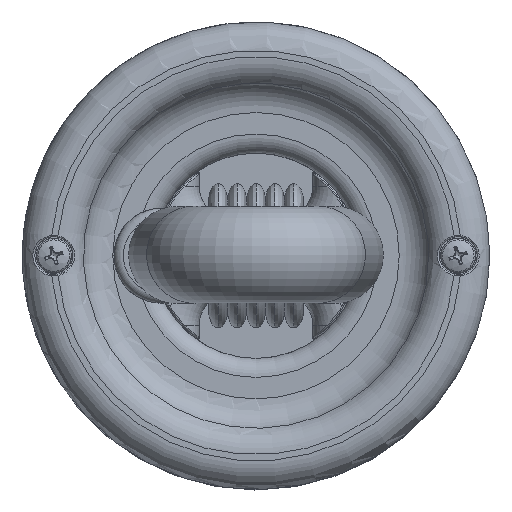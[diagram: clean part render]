
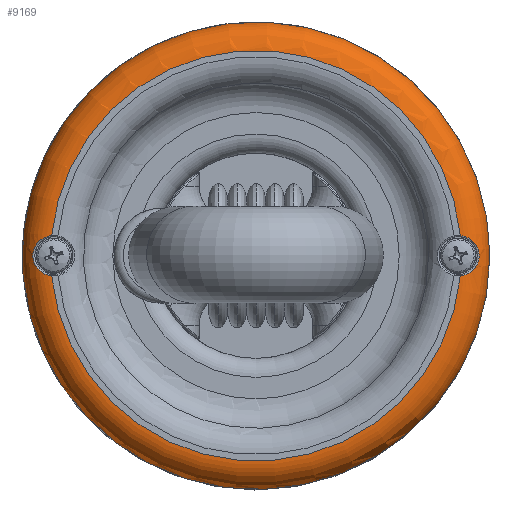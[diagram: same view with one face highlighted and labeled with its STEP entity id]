
A CAD part, top view. The second image highlights one B-rep face of the part: STEP entity #9169.
In plain terms, the highlighted toroidal (fillet/blend) face has major radius 32.5 mm and minor radius 4.5 mm.
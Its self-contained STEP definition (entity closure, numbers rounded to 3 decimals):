
#667=TOROIDAL_SURFACE('',#9955,32.5,4.5);
#741=FACE_BOUND('',#2674,.T.);
#1253=CIRCLE('',#9899,37.);
#1278=CIRCLE('',#9939,32.5);
#1288=CIRCLE('',#9953,32.5);
#1978=FACE_OUTER_BOUND('',#2673,.T.);
#2673=EDGE_LOOP('',(#6133));
#2674=EDGE_LOOP('',(#6134,#6135,#6136,#6137));
#3375=B_SPLINE_CURVE_WITH_KNOTS('',3,(#16564,#16565,#16566,#16567,#16568,
#16569,#16570,#16571,#16572,#16573,#16574),.UNSPECIFIED.,.F.,.F.,(4,1,1,
1,1,1,1,1,4),(-0.96,-0.823,-0.686,
-0.548,-0.411,-0.343,-0.274,
-0.137,0.),.UNSPECIFIED.);
#3378=B_SPLINE_CURVE_WITH_KNOTS('',3,(#16615,#16616,#16617,#16618,#16619,
#16620,#16621,#16622,#16623,#16624,#16625,#16626),.UNSPECIFIED.,.F.,.F.,
(4,1,1,1,1,1,1,1,1,4),(-0.96,-0.823,-0.686,
-0.548,-0.48,-0.411,-0.343,
-0.274,-0.137,0.),.UNSPECIFIED.);
#3724=VERTEX_POINT('',#16313);
#3749=VERTEX_POINT('',#16398);
#3751=VERTEX_POINT('',#16402);
#3753=VERTEX_POINT('',#16495);
#3759=VERTEX_POINT('',#16609);
#4567=EDGE_CURVE('',#3724,#3724,#1253,.T.);
#4594=EDGE_CURVE('',#3749,#3751,#1278,.T.);
#4601=EDGE_CURVE('',#3753,#3751,#3375,.T.);
#4608=EDGE_CURVE('',#3753,#3759,#1288,.T.);
#4610=EDGE_CURVE('',#3749,#3759,#3378,.T.);
#6133=ORIENTED_EDGE('',*,*,#4567,.F.);
#6134=ORIENTED_EDGE('',*,*,#4610,.F.);
#6135=ORIENTED_EDGE('',*,*,#4594,.T.);
#6136=ORIENTED_EDGE('',*,*,#4601,.F.);
#6137=ORIENTED_EDGE('',*,*,#4608,.T.);
#9169=ADVANCED_FACE('',(#1978,#741),#667,.T.);
#9899=AXIS2_PLACEMENT_3D('',#16314,#11315,#11316);
#9939=AXIS2_PLACEMENT_3D('',#16404,#11395,#11396);
#9953=AXIS2_PLACEMENT_3D('',#16612,#11423,#11424);
#9955=AXIS2_PLACEMENT_3D('',#16614,#11427,#11428);
#11315=DIRECTION('center_axis',(0.,0.,
-1.));
#11316=DIRECTION('ref_axis',(1.,0.,0.));
#11395=DIRECTION('center_axis',(0.,0.,
-1.));
#11396=DIRECTION('ref_axis',(1.,0.,0.));
#11423=DIRECTION('center_axis',(0.,0.,
-1.));
#11424=DIRECTION('ref_axis',(1.,0.,0.));
#11427=DIRECTION('center_axis',(0.,0.,
-1.));
#11428=DIRECTION('ref_axis',(0.,1.,0.));
#16313=CARTESIAN_POINT('',(37.,0.,4.5));
#16314=CARTESIAN_POINT('Origin',(0.,0.,
4.5));
#16398=CARTESIAN_POINT('',(-32.344,3.181,9.));
#16402=CARTESIAN_POINT('',(32.344,3.181,9.));
#16404=CARTESIAN_POINT('Origin',(0.,0.,
9.));
#16495=CARTESIAN_POINT('',(32.344,-3.181,9.));
#16564=CARTESIAN_POINT('Ctrl Pts',(32.344,-3.181,9.));
#16565=CARTESIAN_POINT('Ctrl Pts',(32.819,-3.134,9.));
#16566=CARTESIAN_POINT('Ctrl Pts',(33.738,-2.838,8.847));
#16567=CARTESIAN_POINT('Ctrl Pts',(34.758,-1.943,8.397));
#16568=CARTESIAN_POINT('Ctrl Pts',(35.348,-0.712,
7.989));
#16569=CARTESIAN_POINT('Ctrl Pts',(35.35,0.474,7.985));
#16570=CARTESIAN_POINT('Ctrl Pts',(35.052,1.33,8.195));
#16571=CARTESIAN_POINT('Ctrl Pts',(34.59,2.091,8.469));
#16572=CARTESIAN_POINT('Ctrl Pts',(33.737,2.839,8.848));
#16573=CARTESIAN_POINT('Ctrl Pts',(32.819,3.134,9.));
#16574=CARTESIAN_POINT('Ctrl Pts',(32.344,3.181,9.));
#16609=CARTESIAN_POINT('',(-32.344,-3.181,9.));
#16612=CARTESIAN_POINT('Origin',(0.,0.,
9.));
#16614=CARTESIAN_POINT('Origin',(0.,0.,
4.5));
#16615=CARTESIAN_POINT('Ctrl Pts',(-32.344,3.181,9.));
#16616=CARTESIAN_POINT('Ctrl Pts',(-32.819,3.134,9.));
#16617=CARTESIAN_POINT('Ctrl Pts',(-33.738,2.838,8.848));
#16618=CARTESIAN_POINT('Ctrl Pts',(-34.76,1.943,8.395));
#16619=CARTESIAN_POINT('Ctrl Pts',(-35.248,0.918,
8.06));
#16620=CARTESIAN_POINT('Ctrl Pts',(-35.351,-0.001,
7.983));
#16621=CARTESIAN_POINT('Ctrl Pts',(-35.274,-0.687,
8.041));
#16622=CARTESIAN_POINT('Ctrl Pts',(-35.052,-1.33,8.195));
#16623=CARTESIAN_POINT('Ctrl Pts',(-34.59,-2.091,
8.47));
#16624=CARTESIAN_POINT('Ctrl Pts',(-33.738,-2.839,
8.848));
#16625=CARTESIAN_POINT('Ctrl Pts',(-32.819,-3.134,9.));
#16626=CARTESIAN_POINT('Ctrl Pts',(-32.344,-3.181,9.));
